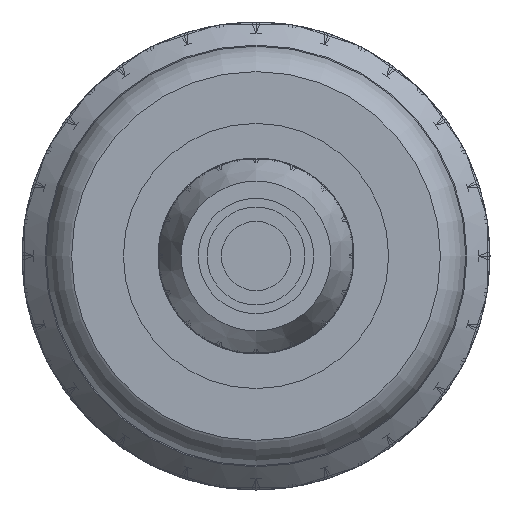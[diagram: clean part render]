
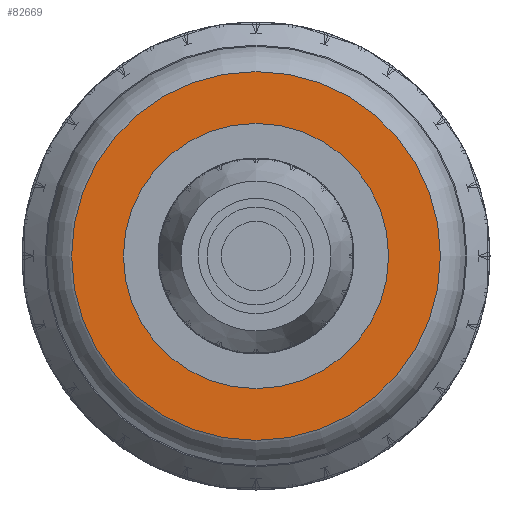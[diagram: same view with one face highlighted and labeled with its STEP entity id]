
A CAD part, left-side view. The second image highlights one B-rep face of the part: STEP entity #82669.
In plain terms, the highlighted planar face has unit normal (-1, 0, 0).
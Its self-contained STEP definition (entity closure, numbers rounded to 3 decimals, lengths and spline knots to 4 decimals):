
#14553=CIRCLE('',#136922,1.15);
#14555=CIRCLE('',#136925,1.6);
#15439=ORIENTED_EDGE('',*,*,#42879,.F.);
#15440=ORIENTED_EDGE('',*,*,#42881,.T.);
#42879=EDGE_CURVE('',#56607,#56607,#14553,.T.);
#42881=EDGE_CURVE('',#56609,#56609,#14555,.T.);
#56607=VERTEX_POINT('',#142856);
#56609=VERTEX_POINT('',#142861);
#68857=EDGE_LOOP('',(#15439));
#68858=EDGE_LOOP('',(#15440));
#75693=FACE_BOUND('',#68857,.T.);
#75694=FACE_BOUND('',#68858,.T.);
#82512=PLANE('',#136927);
#82669=ADVANCED_FACE('',(#75693,#75694),#82512,.T.);
#136922=AXIS2_PLACEMENT_3D('',#142855,#138808,#138809);
#136925=AXIS2_PLACEMENT_3D('',#142860,#138814,#138815);
#136927=AXIS2_PLACEMENT_3D('',#142863,#138818,#138819);
#138808=DIRECTION('',(-1.,0.,0.));
#138809=DIRECTION('',(0.,0.,-1.));
#138814=DIRECTION('',(-1.,0.,0.));
#138815=DIRECTION('',(0.,0.,-1.));
#138818=DIRECTION('',(-1.,0.,0.));
#138819=DIRECTION('',(0.,1.,0.));
#142855=CARTESIAN_POINT('',(-23.715,0.,0.));
#142856=CARTESIAN_POINT('',(-23.715,0.,-1.15));
#142860=CARTESIAN_POINT('',(-23.715,0.,0.));
#142861=CARTESIAN_POINT('',(-23.715,0.,-1.6));
#142863=CARTESIAN_POINT('',(-23.715,0.,0.));
